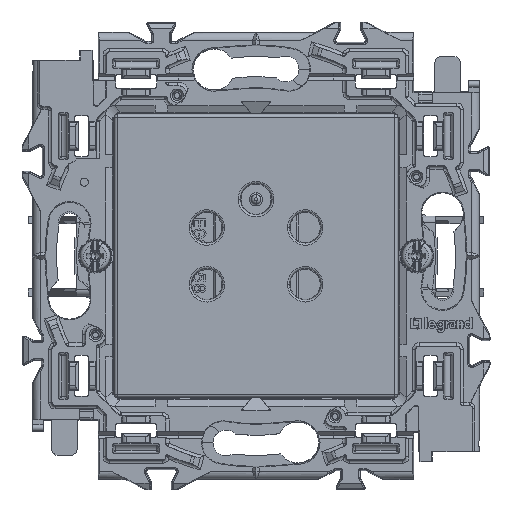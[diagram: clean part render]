
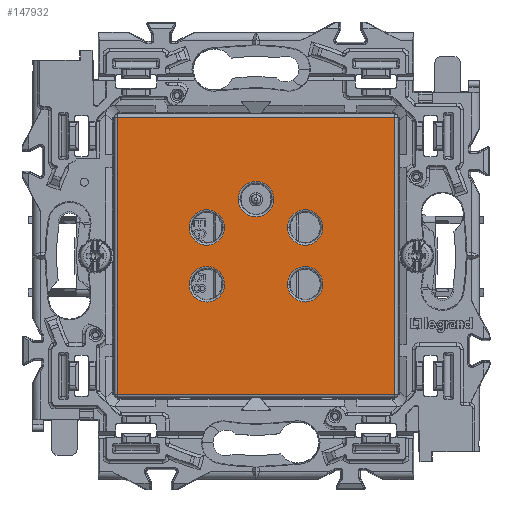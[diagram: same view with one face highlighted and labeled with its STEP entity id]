
A CAD part, top view. The second image highlights one B-rep face of the part: STEP entity #147932.
In plain terms, the highlighted planar face has unit normal (0, 0, 1).
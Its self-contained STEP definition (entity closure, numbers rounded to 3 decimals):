
#147512=AXIS2_PLACEMENT_3D('Circle Axis2P3D',#147510,#147511,$) ;
#147529=AXIS2_PLACEMENT_3D('Circle Axis2P3D',#147527,#147528,$) ;
#147608=AXIS2_PLACEMENT_3D('Circle Axis2P3D',#147606,#147607,$) ;
#147625=AXIS2_PLACEMENT_3D('Circle Axis2P3D',#147623,#147624,$) ;
#147704=AXIS2_PLACEMENT_3D('Circle Axis2P3D',#147702,#147703,$) ;
#147721=AXIS2_PLACEMENT_3D('Circle Axis2P3D',#147719,#147720,$) ;
#147800=AXIS2_PLACEMENT_3D('Circle Axis2P3D',#147798,#147799,$) ;
#147817=AXIS2_PLACEMENT_3D('Circle Axis2P3D',#147815,#147816,$) ;
#147878=AXIS2_PLACEMENT_3D('Plane Axis2P3D',#147875,#147876,#147877) ;
#146066=CARTESIAN_POINT('Vertex',(21.953,21.953,9.5)) ;
#146073=CARTESIAN_POINT('Vertex',(-21.953,21.953,9.5)) ;
#146076=CARTESIAN_POINT('Line Origine',(-0.284,21.953,9.5)) ;
#146145=CARTESIAN_POINT('Vertex',(21.953,-21.953,9.5)) ;
#146148=CARTESIAN_POINT('Line Origine',(-0.01,-21.953,9.5)) ;
#146152=CARTESIAN_POINT('Vertex',(-21.953,-21.953,9.5)) ;
#146320=CARTESIAN_POINT('Line Origine',(21.953,0.,9.5)) ;
#146337=CARTESIAN_POINT('Line Origine',(-21.953,0.01,9.5)) ;
#147500=CARTESIAN_POINT('Vertex',(4.986,-4.5,9.5)) ;
#147507=CARTESIAN_POINT('Vertex',(10.602,-4.5,9.5)) ;
#147510=CARTESIAN_POINT('Axis2P3D Location',(7.794,-4.5,9.5)) ;
#147527=CARTESIAN_POINT('Axis2P3D Location',(7.794,-4.5,9.5)) ;
#147596=CARTESIAN_POINT('Vertex',(4.986,4.5,9.5)) ;
#147603=CARTESIAN_POINT('Vertex',(10.602,4.5,9.5)) ;
#147606=CARTESIAN_POINT('Axis2P3D Location',(7.794,4.5,9.5)) ;
#147623=CARTESIAN_POINT('Axis2P3D Location',(7.794,4.5,9.5)) ;
#147692=CARTESIAN_POINT('Vertex',(-2.808,9.,9.5)) ;
#147699=CARTESIAN_POINT('Vertex',(2.808,9.,9.5)) ;
#147702=CARTESIAN_POINT('Axis2P3D Location',(0.,9.,9.5)) ;
#147719=CARTESIAN_POINT('Axis2P3D Location',(0.,9.,9.5)) ;
#147788=CARTESIAN_POINT('Vertex',(-4.986,4.5,9.5)) ;
#147795=CARTESIAN_POINT('Vertex',(-10.602,4.5,9.5)) ;
#147798=CARTESIAN_POINT('Axis2P3D Location',(-7.794,4.5,9.5)) ;
#147815=CARTESIAN_POINT('Axis2P3D Location',(-7.794,4.5,9.5)) ;
#147875=CARTESIAN_POINT('Axis2P3D Location',(0.,22.5,9.5)) ;
#147887=CARTESIAN_POINT('Control Point',(-4.986,-4.5,9.5)) ;
#147888=CARTESIAN_POINT('Control Point',(-4.986,-3.618,9.5)) ;
#147889=CARTESIAN_POINT('Control Point',(-5.332,-2.736,9.5)) ;
#147890=CARTESIAN_POINT('Control Point',(-6.03,-2.038,9.5)) ;
#147891=CARTESIAN_POINT('Control Point',(-7.794,-1.345,9.5)) ;
#147892=CARTESIAN_POINT('Control Point',(-9.559,-2.038,9.5)) ;
#147893=CARTESIAN_POINT('Control Point',(-10.256,-2.736,9.5)) ;
#147894=CARTESIAN_POINT('Control Point',(-10.602,-3.618,9.5)) ;
#147895=CARTESIAN_POINT('Control Point',(-10.602,-4.5,9.5)) ;
#147896=CARTESIAN_POINT('Vertex',(-10.602,-4.5,9.5)) ;
#147898=CARTESIAN_POINT('Vertex',(-4.986,-4.5,9.5)) ;
#147902=CARTESIAN_POINT('Control Point',(-10.602,-4.5,9.5)) ;
#147903=CARTESIAN_POINT('Control Point',(-10.602,-5.382,9.5)) ;
#147904=CARTESIAN_POINT('Control Point',(-10.256,-6.264,9.5)) ;
#147905=CARTESIAN_POINT('Control Point',(-9.559,-6.962,9.5)) ;
#147906=CARTESIAN_POINT('Control Point',(-7.794,-7.655,9.5)) ;
#147907=CARTESIAN_POINT('Control Point',(-6.03,-6.962,9.5)) ;
#147908=CARTESIAN_POINT('Control Point',(-5.332,-6.264,9.5)) ;
#147909=CARTESIAN_POINT('Control Point',(-4.986,-5.382,9.5)) ;
#147910=CARTESIAN_POINT('Control Point',(-4.986,-4.5,9.5)) ;
#146077=DIRECTION('Vector Direction',(1.,0.,0.)) ;
#146149=DIRECTION('Vector Direction',(-1.,0.,0.)) ;
#146321=DIRECTION('Vector Direction',(0.,-1.,0.)) ;
#146338=DIRECTION('Vector Direction',(0.,1.,0.)) ;
#147511=DIRECTION('Axis2P3D Direction',(-0.,0.,1.)) ;
#147528=DIRECTION('Axis2P3D Direction',(0.,-0.,1.)) ;
#147607=DIRECTION('Axis2P3D Direction',(-0.,0.,1.)) ;
#147624=DIRECTION('Axis2P3D Direction',(0.,-0.,1.)) ;
#147703=DIRECTION('Axis2P3D Direction',(-0.,0.,1.)) ;
#147720=DIRECTION('Axis2P3D Direction',(0.,-0.,1.)) ;
#147799=DIRECTION('Axis2P3D Direction',(0.,-0.,1.)) ;
#147816=DIRECTION('Axis2P3D Direction',(-0.,0.,1.)) ;
#147876=DIRECTION('Axis2P3D Direction',(-0.,0.,1.)) ;
#147877=DIRECTION('Axis2P3D XDirection',(0.,-1.,0.)) ;
#146078=VECTOR('Line Direction',#146077,1.) ;
#146150=VECTOR('Line Direction',#146149,1.) ;
#146322=VECTOR('Line Direction',#146321,1.) ;
#146339=VECTOR('Line Direction',#146338,1.) ;
#147881=ORIENTED_EDGE('',*,*,#146324,.T.) ;
#147882=ORIENTED_EDGE('',*,*,#146080,.T.) ;
#147883=ORIENTED_EDGE('',*,*,#146341,.T.) ;
#147884=ORIENTED_EDGE('',*,*,#146154,.T.) ;
#147913=ORIENTED_EDGE('',*,*,#147900,.T.) ;
#147914=ORIENTED_EDGE('',*,*,#147911,.T.) ;
#147917=ORIENTED_EDGE('',*,*,#147819,.T.) ;
#147918=ORIENTED_EDGE('',*,*,#147802,.T.) ;
#147921=ORIENTED_EDGE('',*,*,#147723,.T.) ;
#147922=ORIENTED_EDGE('',*,*,#147706,.T.) ;
#147925=ORIENTED_EDGE('',*,*,#147627,.T.) ;
#147926=ORIENTED_EDGE('',*,*,#147610,.T.) ;
#147929=ORIENTED_EDGE('',*,*,#147531,.T.) ;
#147930=ORIENTED_EDGE('',*,*,#147514,.T.) ;
#147915=FACE_BOUND('',#147912,.T.) ;
#147919=FACE_BOUND('',#147916,.T.) ;
#147923=FACE_BOUND('',#147920,.T.) ;
#147927=FACE_BOUND('',#147924,.T.) ;
#147931=FACE_BOUND('',#147928,.T.) ;
#147932=ADVANCED_FACE('Corps principal',(#147885,#147915,#147919,#147923,#147927,#147931),#147879,.T.) ;
#147886=B_SPLINE_CURVE_WITH_KNOTS('',5,(#147887,#147888,#147889,#147890,#147891,#147892,#147893,#147894,#147895),.UNSPECIFIED.,.F.,.U.,(6,3,6),(4.411,8.822,13.234),.UNSPECIFIED.) ;
#147901=B_SPLINE_CURVE_WITH_KNOTS('',5,(#147902,#147903,#147904,#147905,#147906,#147907,#147908,#147909,#147910),.UNSPECIFIED.,.F.,.U.,(6,3,6),(13.234,17.645,22.056),.UNSPECIFIED.) ;
#147513=CIRCLE('generated circle',#147512,2.808) ;
#147530=CIRCLE('generated circle',#147529,2.808) ;
#147609=CIRCLE('generated circle',#147608,2.808) ;
#147626=CIRCLE('generated circle',#147625,2.808) ;
#147705=CIRCLE('generated circle',#147704,2.808) ;
#147722=CIRCLE('generated circle',#147721,2.808) ;
#147801=CIRCLE('generated circle',#147800,2.808) ;
#147818=CIRCLE('generated circle',#147817,2.808) ;
#146080=EDGE_CURVE('',#146067,#146074,#146079,.F.) ;
#146154=EDGE_CURVE('',#146153,#146146,#146151,.F.) ;
#146324=EDGE_CURVE('',#146146,#146067,#146323,.F.) ;
#146341=EDGE_CURVE('',#146074,#146153,#146340,.F.) ;
#147514=EDGE_CURVE('',#147501,#147508,#147513,.F.) ;
#147531=EDGE_CURVE('',#147508,#147501,#147530,.F.) ;
#147610=EDGE_CURVE('',#147597,#147604,#147609,.F.) ;
#147627=EDGE_CURVE('',#147604,#147597,#147626,.F.) ;
#147706=EDGE_CURVE('',#147693,#147700,#147705,.F.) ;
#147723=EDGE_CURVE('',#147700,#147693,#147722,.F.) ;
#147802=EDGE_CURVE('',#147789,#147796,#147801,.F.) ;
#147819=EDGE_CURVE('',#147796,#147789,#147818,.F.) ;
#147900=EDGE_CURVE('',#147897,#147899,#147886,.F.) ;
#147911=EDGE_CURVE('',#147899,#147897,#147901,.F.) ;
#147880=EDGE_LOOP('',(#147881,#147882,#147883,#147884)) ;
#147912=EDGE_LOOP('',(#147913,#147914)) ;
#147916=EDGE_LOOP('',(#147917,#147918)) ;
#147920=EDGE_LOOP('',(#147921,#147922)) ;
#147924=EDGE_LOOP('',(#147925,#147926)) ;
#147928=EDGE_LOOP('',(#147929,#147930)) ;
#147885=FACE_OUTER_BOUND('',#147880,.T.) ;
#146079=LINE('Line',#146076,#146078) ;
#146151=LINE('Line',#146148,#146150) ;
#146323=LINE('Line',#146320,#146322) ;
#146340=LINE('Line',#146337,#146339) ;
#147879=PLANE('',#147878) ;
#146067=VERTEX_POINT('',#146066) ;
#146074=VERTEX_POINT('',#146073) ;
#146146=VERTEX_POINT('',#146145) ;
#146153=VERTEX_POINT('',#146152) ;
#147501=VERTEX_POINT('',#147500) ;
#147508=VERTEX_POINT('',#147507) ;
#147597=VERTEX_POINT('',#147596) ;
#147604=VERTEX_POINT('',#147603) ;
#147693=VERTEX_POINT('',#147692) ;
#147700=VERTEX_POINT('',#147699) ;
#147789=VERTEX_POINT('',#147788) ;
#147796=VERTEX_POINT('',#147795) ;
#147897=VERTEX_POINT('',#147896) ;
#147899=VERTEX_POINT('',#147898) ;
